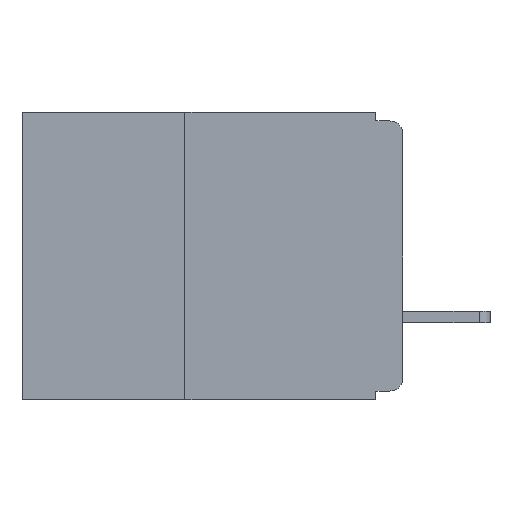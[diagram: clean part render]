
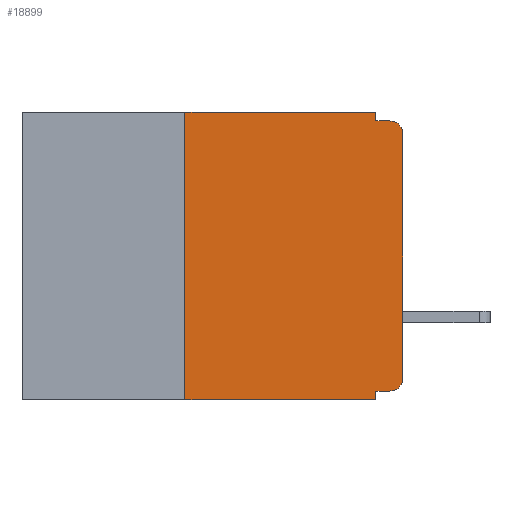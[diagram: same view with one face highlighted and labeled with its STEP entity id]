
A CAD part, left-side view. The second image highlights one B-rep face of the part: STEP entity #18899.
In plain terms, the highlighted planar face has unit normal (-1, 0, 0).
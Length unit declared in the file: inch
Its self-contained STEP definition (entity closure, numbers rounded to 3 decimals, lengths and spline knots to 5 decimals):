
#1483 = ORIENTED_EDGE ( 'NONE', *, *, #3171, .T. ) ;
#1498 = DIRECTION ( 'NONE',  ( 0., -1., 0. ) ) ;
#1522 = CARTESIAN_POINT ( 'NONE',  ( 0., 0., -0.01 ) ) ;
#1596 = EDGE_LOOP ( 'NONE', ( #6035, #1483, #12747, #26713, #9217, #8485, #2667, #7521, #14786, #17842 ) ) ;
#1837 = EDGE_CURVE ( 'NONE', #22204, #17316, #9840, .T. ) ;
#2667 = ORIENTED_EDGE ( 'NONE', *, *, #14331, .T. ) ;
#2943 = EDGE_CURVE ( 'NONE', #15423, #10597, #9420, .T. ) ;
#3048 = CARTESIAN_POINT ( 'NONE',  ( 0., 0.031, -0.33 ) ) ;
#3171 = EDGE_CURVE ( 'NONE', #11943, #11894, #27193, .T. ) ;
#3190 = VECTOR ( 'NONE', #19933, 39.37008 ) ;
#3543 = AXIS2_PLACEMENT_3D ( 'NONE', #3872, #16306, #17467 ) ;
#3872 = CARTESIAN_POINT ( 'NONE',  ( 0., 0.015, -0.025 ) ) ;
#4317 = DIRECTION ( 'NONE',  ( 0., 0., -1. ) ) ;
#4426 = DIRECTION ( 'NONE',  ( 0., 1., 0. ) ) ;
#4673 = VERTEX_POINT ( 'NONE', #23154 ) ;
#5184 = LINE ( 'NONE', #10216, #22852 ) ;
#5976 = DIRECTION ( 'NONE',  ( 0., 0., 1. ) ) ;
#6035 = ORIENTED_EDGE ( 'NONE', *, *, #28826, .T. ) ;
#7521 = ORIENTED_EDGE ( 'NONE', *, *, #2943, .F. ) ;
#7786 = EDGE_CURVE ( 'NONE', #8218, #4673, #9365, .T. ) ;
#8193 = LINE ( 'NONE', #17400, #25711 ) ;
#8218 = VERTEX_POINT ( 'NONE', #14370 ) ;
#8485 = ORIENTED_EDGE ( 'NONE', *, *, #24474, .F. ) ;
#8491 = CARTESIAN_POINT ( 'NONE',  ( 0., 0.015, -0.32 ) ) ;
#8959 = DIRECTION ( 'NONE',  ( 0., -1., 0. ) ) ;
#9045 = EDGE_CURVE ( 'NONE', #16516, #11894, #10733, .T. ) ;
#9217 = ORIENTED_EDGE ( 'NONE', *, *, #7786, .F. ) ;
#9330 = DIRECTION ( 'NONE',  ( 1., 0., 0. ) ) ;
#9365 = LINE ( 'NONE', #19942, #3190 ) ;
#9420 = LINE ( 'NONE', #3048, #26873 ) ;
#9532 = AXIS2_PLACEMENT_3D ( 'NONE', #21196, #10821, #4317 ) ;
#9840 = CIRCLE ( 'NONE', #9532, 0.015 ) ;
#9932 = CARTESIAN_POINT ( 'NONE',  ( 0., 0.031, -0.01 ) ) ;
#10052 = DIRECTION ( 'NONE',  ( 0., 0., -1. ) ) ;
#10216 = CARTESIAN_POINT ( 'NONE',  ( 0., 0.031, 0. ) ) ;
#10597 = VERTEX_POINT ( 'NONE', #16684 ) ;
#10733 = LINE ( 'NONE', #1522, #29451 ) ;
#10821 = DIRECTION ( 'NONE',  ( -1., 0., 0. ) ) ;
#10987 = EDGE_CURVE ( 'NONE', #4673, #16516, #5184, .T. ) ;
#11894 = VERTEX_POINT ( 'NONE', #22489 ) ;
#11943 = VERTEX_POINT ( 'NONE', #18174 ) ;
#12747 = ORIENTED_EDGE ( 'NONE', *, *, #9045, .F. ) ;
#13763 = EDGE_CURVE ( 'NONE', #22204, #15423, #19746, .T. ) ;
#13864 = CARTESIAN_POINT ( 'NONE',  ( 0., 0.437, 0. ) ) ;
#14331 = EDGE_CURVE ( 'NONE', #21713, #10597, #28783, .T. ) ;
#14370 = CARTESIAN_POINT ( 'NONE',  ( 0., 0.25, 0. ) ) ;
#14786 = ORIENTED_EDGE ( 'NONE', *, *, #13763, .F. ) ;
#15423 = VERTEX_POINT ( 'NONE', #24347 ) ;
#15962 = CARTESIAN_POINT ( 'NONE',  ( 0., 0.25, -0.33 ) ) ;
#16306 = DIRECTION ( 'NONE',  ( -1., 0., 0. ) ) ;
#16516 = VERTEX_POINT ( 'NONE', #9932 ) ;
#16684 = CARTESIAN_POINT ( 'NONE',  ( 0., 0.031, -0.33 ) ) ;
#17316 = VERTEX_POINT ( 'NONE', #26391 ) ;
#17345 = FACE_OUTER_BOUND ( 'NONE', #1596, .T. ) ;
#17400 = CARTESIAN_POINT ( 'NONE',  ( 0., 0., 0. ) ) ;
#17467 = DIRECTION ( 'NONE',  ( 0., 0., -1. ) ) ;
#17842 = ORIENTED_EDGE ( 'NONE', *, *, #1837, .T. ) ;
#18092 = CARTESIAN_POINT ( 'NONE',  ( 0., 0.437, -0.33 ) ) ;
#18174 = CARTESIAN_POINT ( 'NONE',  ( 0., 0., -0.025 ) ) ;
#18899 = ADVANCED_FACE ( 'NONE', ( #17345 ), #23085, .F. ) ;
#19029 = VECTOR ( 'NONE', #4426, 39.37008 ) ;
#19206 = DIRECTION ( 'NONE',  ( 0., 0., -1. ) ) ;
#19746 = LINE ( 'NONE', #20587, #19029 ) ;
#19933 = DIRECTION ( 'NONE',  ( 0., -1., 0. ) ) ;
#19942 = CARTESIAN_POINT ( 'NONE',  ( 0., 0.437, 0. ) ) ;
#20551 = AXIS2_PLACEMENT_3D ( 'NONE', #13864, #9330, #25353 ) ;
#20587 = CARTESIAN_POINT ( 'NONE',  ( 0., 0., -0.32 ) ) ;
#20605 = CARTESIAN_POINT ( 'NONE',  ( 0., 0.25, -0.33 ) ) ;
#21196 = CARTESIAN_POINT ( 'NONE',  ( 0., 0.015, -0.305 ) ) ;
#21366 = VECTOR ( 'NONE', #22806, 39.37008 ) ;
#21713 = VERTEX_POINT ( 'NONE', #15962 ) ;
#22204 = VERTEX_POINT ( 'NONE', #8491 ) ;
#22230 = VECTOR ( 'NONE', #8959, 39.37008 ) ;
#22489 = CARTESIAN_POINT ( 'NONE',  ( 0., 0.015, -0.01 ) ) ;
#22806 = DIRECTION ( 'NONE',  ( 0., 0., 1. ) ) ;
#22852 = VECTOR ( 'NONE', #10052, 39.37008 ) ;
#23085 = PLANE ( 'NONE',  #20551 ) ;
#23154 = CARTESIAN_POINT ( 'NONE',  ( 0., 0.031, 0. ) ) ;
#24347 = CARTESIAN_POINT ( 'NONE',  ( 0., 0.031, -0.32 ) ) ;
#24474 = EDGE_CURVE ( 'NONE', #21713, #8218, #25951, .T. ) ;
#25353 = DIRECTION ( 'NONE',  ( 0., 0., -1. ) ) ;
#25711 = VECTOR ( 'NONE', #5976, 39.37008 ) ;
#25951 = LINE ( 'NONE', #20605, #21366 ) ;
#26391 = CARTESIAN_POINT ( 'NONE',  ( 0., 0., -0.305 ) ) ;
#26713 = ORIENTED_EDGE ( 'NONE', *, *, #10987, .F. ) ;
#26873 = VECTOR ( 'NONE', #19206, 39.37008 ) ;
#27193 = CIRCLE ( 'NONE', #3543, 0.015 ) ;
#28783 = LINE ( 'NONE', #18092, #22230 ) ;
#28826 = EDGE_CURVE ( 'NONE', #17316, #11943, #8193, .T. ) ;
#29451 = VECTOR ( 'NONE', #1498, 39.37008 ) ;
